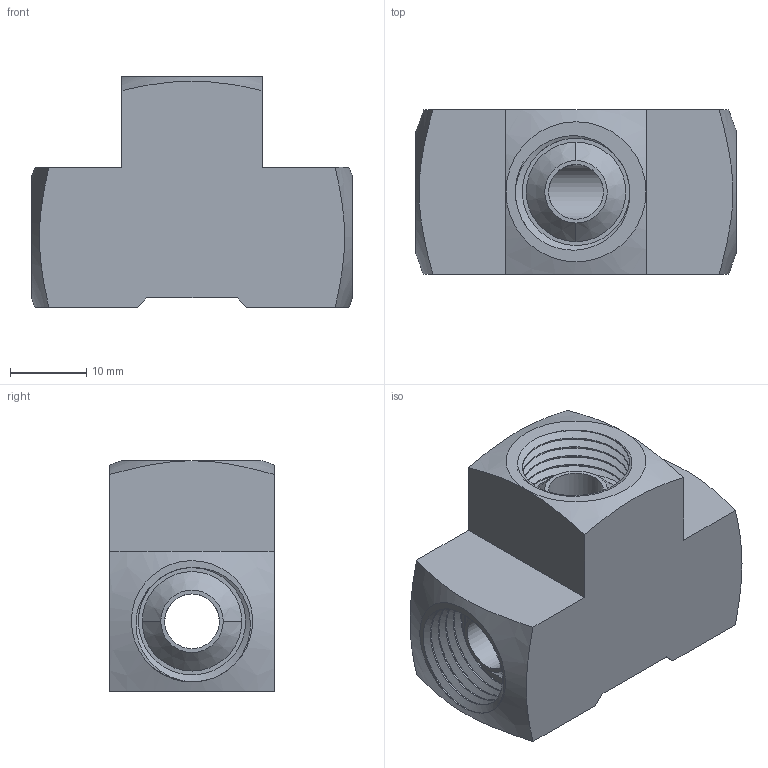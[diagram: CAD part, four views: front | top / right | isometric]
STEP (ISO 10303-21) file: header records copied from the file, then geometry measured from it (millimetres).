
FILE_DESCRIPTION(/* description */ (''),/* implementation_level */ '2;1');
FILE_NAME(/* name */ '101-N3.stp',/* time_stamp */ '2024-01-23T09:47:56-05:00',/* author */ ('esanner'),/* organization */ (''),/* preprocessor_version */ 'ST-DEVELOPER v19',/* originating_system */ 'AutoCAD Mechanical',/* authorisation */ '');
FILE_SCHEMA (('AUTOMOTIVE_DESIGN { 1 0 10303 214 3 1 1 }','INTEGRATED_CNC_SCHEMA'));
Length unit declared in the file: millimetre
Products named in the file (2): Product; 101-N3
Assembly tree (1 placements, depth 2):
  Product
    101-N3
Bounding box: 41.99 x 21.53 x 30.19 mm (x, y, z)
Volume: 15673.9 mm3; surface area: 7531.7 mm2
Topology: 1 solids, 1 shells, 87 faces, 244 edges, 162 vertices
Faces by surface type: cylinder 51, plane 20, cone 10, bspline 6
Full cylindrical faces by diameter (mm): 7.163 x2, 14.042 x12, 15.875 x1
Entity records: 9406 total; most frequent: CARTESIAN_POINT 7412, ORIENTED_EDGE 494, DIRECTION 327, EDGE_CURVE 247, VERTEX_POINT 165, AXIS2_PLACEMENT_3D 123, EDGE_LOOP 94, FACE_OUTER_BOUND 87
